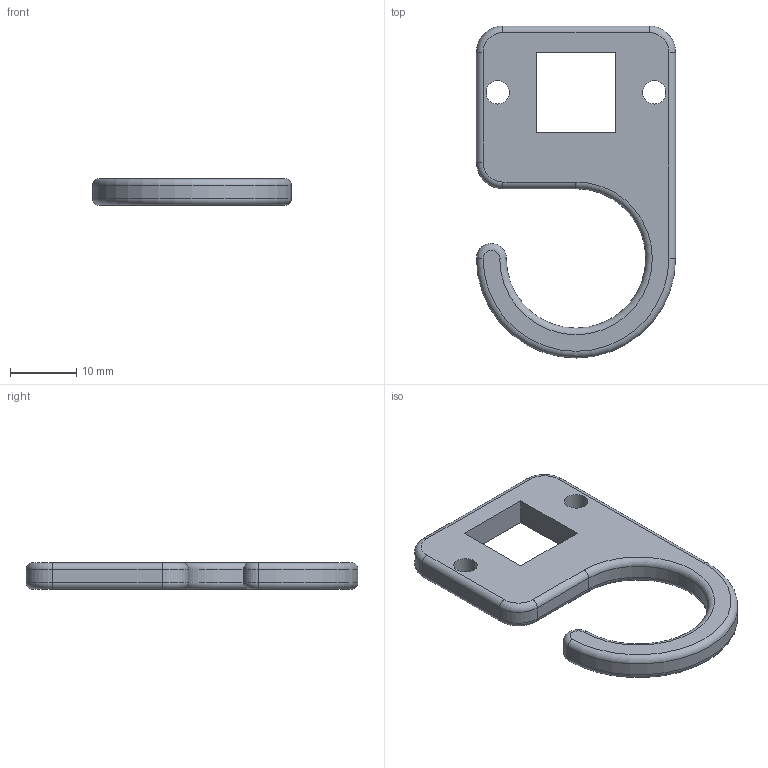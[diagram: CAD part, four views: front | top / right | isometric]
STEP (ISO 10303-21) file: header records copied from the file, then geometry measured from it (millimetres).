
FILE_DESCRIPTION(/* description */ (''),/* implementation_level */ '2;1');
FILE_NAME(/* name */ 'tripodhook v2.stp',/* time_stamp */ '2023-01-01T15:22:43+01:00',/* author */ (''),/* organization */ (''),/* preprocessor_version */ 'ST-DEVELOPER v19.2',/* originating_system */ 'Autodesk Translation Framework v11.17.0.187',/* authorisation */ '');
FILE_SCHEMA (('AUTOMOTIVE_DESIGN { 1 0 10303 214 3 1 1 }'));
Length unit declared in the file: millimetre
Products named in the file (1): tripod_hook
Bounding box: 30 x 50 x 4 mm (x, y, z)
Volume: 3195.7 mm3; surface area: 2558 mm2
Topology: 1 solids, 1 shells, 38 faces, 88 edges, 52 vertices
Faces by surface type: cylinder 16, torus 12, plane 10
Full cylindrical faces by diameter (mm): 3.5 x2
Entity records: 1191 total; most frequent: CARTESIAN_POINT 251, DIRECTION 210, ORIENTED_EDGE 176, EDGE_CURVE 88, AXIS2_PLACEMENT_3D 85, VERTEX_POINT 52, CIRCLE 46, EDGE_LOOP 44
